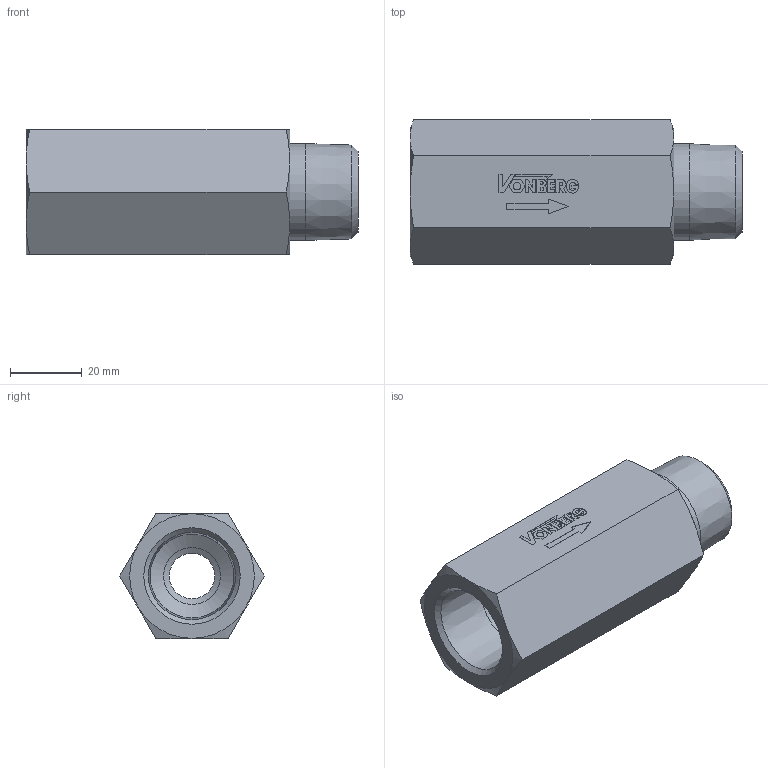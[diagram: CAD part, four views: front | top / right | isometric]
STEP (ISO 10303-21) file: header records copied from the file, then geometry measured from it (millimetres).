
FILE_DESCRIPTION((''),'2;1');
FILE_NAME('28951-106.stp','2015-02-17T13:43:00',('jml'),(''),'Autodesk Inventor 2010','Autodesk Inventor 2010','');
FILE_SCHEMA(('AUTOMOTIVE_DESIGN { 1 0 10303 214 1 1 1 1 }'));
Length unit declared in the file: inch
Products named in the file (1): 220872
Bounding box: 92.71 x 40.33 x 34.92 mm (x, y, z)
Volume: 66864.5 mm3; surface area: 16731.6 mm2
Topology: 1 solids, 1 shells, 119 faces, 304 edges, 201 vertices
Faces by surface type: plane 92, cylinder 16, cone 6, bspline 5
Full cylindrical faces by diameter (mm): 2.088 x1, 27 x1
Entity records: 3638 total; most frequent: CARTESIAN_POINT 711, ORIENTED_EDGE 572, DIRECTION 548, EDGE_CURVE 286, VECTOR 230, LINE 230, VERTEX_POINT 196, AXIS2_PLACEMENT_3D 159
